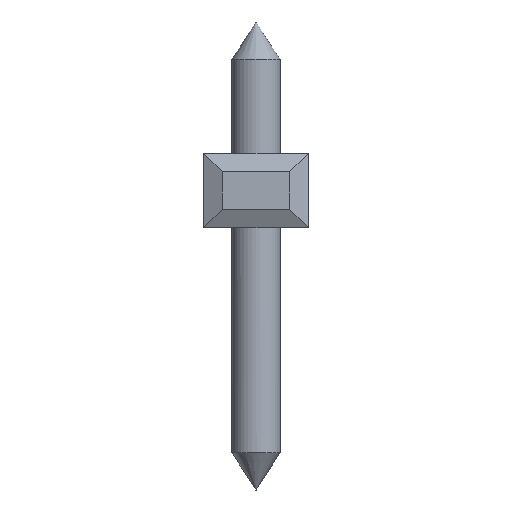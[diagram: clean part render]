
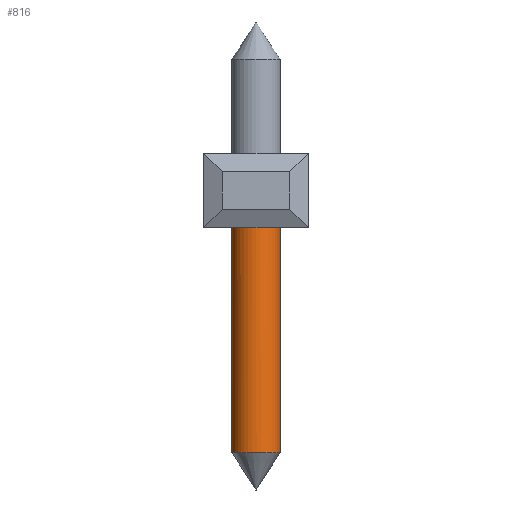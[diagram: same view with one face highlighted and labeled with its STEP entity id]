
A CAD part, left-side view. The second image highlights one B-rep face of the part: STEP entity #816.
In plain terms, the highlighted cylindrical face has radius 0.65 mm (diameter 1.3 mm), a full revolution.
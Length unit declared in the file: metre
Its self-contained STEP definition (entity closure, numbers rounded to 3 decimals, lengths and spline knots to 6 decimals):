
#816=ADVANCED_FACE('',(#1697,#1698),#1699,.T.);
#1697=FACE_OUTER_BOUND('',#2646,.T.);
#1698=FACE_OUTER_BOUND('',#2647,.T.);
#1699=CYLINDRICAL_SURFACE('',#2648,0.00065);
#2646=EDGE_LOOP('',(#5009));
#2647=EDGE_LOOP('',(#5010));
#2648=AXIS2_PLACEMENT_3D('',#5011,#5012,#5013);
#5009=ORIENTED_EDGE('',*,*,#6029,.F.);
#5010=ORIENTED_EDGE('',*,*,#6108,.F.);
#5011=CARTESIAN_POINT('',(-0.00435,-0.03326,0.0025));
#5012=DIRECTION('',(0.0,0.,-1.0));
#5013=DIRECTION('',(-1.0,0.0,0.0));
#6029=EDGE_CURVE('',#7310,#7310,#7311,.T.);
#6108=EDGE_CURVE('',#7414,#7414,#7415,.T.);
#7310=VERTEX_POINT('',#9150);
#7311=CIRCLE('',#9151,0.00065);
#7414=VERTEX_POINT('',#9300);
#7415=CIRCLE('',#9301,0.00065);
#9150=CARTESIAN_POINT('',(-0.00435,-0.03391,-0.0018));
#9151=AXIS2_PLACEMENT_3D('',#9985,#9986,#9987);
#9300=CARTESIAN_POINT('',(-0.00396,-0.03274,-0.008));
#9301=AXIS2_PLACEMENT_3D('',#10043,#10044,#10045);
#9985=CARTESIAN_POINT('',(-0.00435,-0.03326,-0.0018));
#9986=DIRECTION('',(0.0,0.,1.0));
#9987=DIRECTION('',(0.0,-1.0,0.));
#10043=CARTESIAN_POINT('',(-0.00435,-0.03326,-0.008));
#10044=DIRECTION('',(0.,0.,-1.0));
#10045=DIRECTION('',(0.6,0.8,0.));
